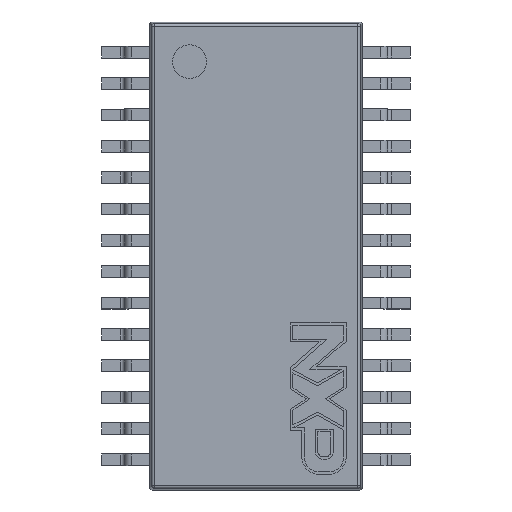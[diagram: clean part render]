
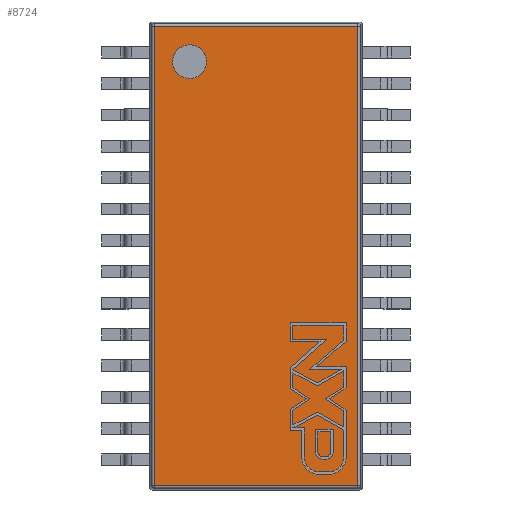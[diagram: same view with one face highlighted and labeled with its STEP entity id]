
A CAD part, top view. The second image highlights one B-rep face of the part: STEP entity #8724.
In plain terms, the highlighted planar face has unit normal (0, 0, 1).
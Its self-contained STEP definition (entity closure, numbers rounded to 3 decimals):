
#91=FACE_BOUND('',#1008,.T.);
#121=PLANE('',#9390);
#504=FACE_OUTER_BOUND('',#1007,.T.);
#1007=EDGE_LOOP('',(#6105,#6106,#6107,#6108));
#1008=EDGE_LOOP('',(#6109,#6110));
#1487=LINE('',#12727,#2509);
#1503=LINE('',#12791,#2525);
#1527=LINE('',#12856,#2549);
#1531=LINE('',#12862,#2553);
#2509=VECTOR('',#10140,10.);
#2525=VECTOR('',#10198,10.);
#2549=VECTOR('',#10270,10.);
#2553=VECTOR('',#10278,10.);
#3529=CIRCLE('',#9321,0.35);
#3530=CIRCLE('',#9322,0.35);
#3797=VERTEX_POINT('',#12701);
#3798=VERTEX_POINT('',#12702);
#3801=VERTEX_POINT('',#12712);
#3804=VERTEX_POINT('',#12719);
#3807=VERTEX_POINT('',#12729);
#3831=VERTEX_POINT('',#12783);
#4655=EDGE_CURVE('',#3797,#3798,#3529,.T.);
#4656=EDGE_CURVE('',#3798,#3797,#3530,.T.);
#4667=EDGE_CURVE('',#3804,#3801,#1487,.T.);
#4697=EDGE_CURVE('',#3831,#3804,#1503,.T.);
#4732=EDGE_CURVE('',#3807,#3831,#1527,.T.);
#4736=EDGE_CURVE('',#3801,#3807,#1531,.T.);
#6105=ORIENTED_EDGE('',*,*,#4667,.F.);
#6106=ORIENTED_EDGE('',*,*,#4697,.F.);
#6107=ORIENTED_EDGE('',*,*,#4732,.F.);
#6108=ORIENTED_EDGE('',*,*,#4736,.F.);
#6109=ORIENTED_EDGE('',*,*,#4655,.T.);
#6110=ORIENTED_EDGE('',*,*,#4656,.T.);
#8724=ADVANCED_FACE('',(#504,#91),#121,.T.);
#9321=AXIS2_PLACEMENT_3D('',#12703,#10110,#10111);
#9322=AXIS2_PLACEMENT_3D('',#12704,#10112,#10113);
#9390=AXIS2_PLACEMENT_3D('',#12891,#10309,#10310);
#10110=DIRECTION('center_axis',(0.,0.,-1.));
#10111=DIRECTION('ref_axis',(1.,0.,0.));
#10112=DIRECTION('center_axis',(0.,0.,-1.));
#10113=DIRECTION('ref_axis',(1.,0.,0.));
#10140=DIRECTION('',(-1.,0.,0.));
#10198=DIRECTION('',(0.,-1.,0.));
#10270=DIRECTION('',(1.,0.,0.));
#10278=DIRECTION('',(0.,1.,0.));
#10309=DIRECTION('center_axis',(0.,0.,1.));
#10310=DIRECTION('ref_axis',(1.,0.,0.));
#12701=CARTESIAN_POINT('',(-1.026,4.026,1.1));
#12702=CARTESIAN_POINT('',(-1.726,4.026,1.1));
#12703=CARTESIAN_POINT('Origin',(-1.376,4.026,1.1));
#12704=CARTESIAN_POINT('Origin',(-1.376,4.026,1.1));
#12712=CARTESIAN_POINT('',(-2.113,-4.763,1.1));
#12719=CARTESIAN_POINT('',(2.113,-4.763,1.1));
#12727=CARTESIAN_POINT('',(-1.65,-4.763,1.1));
#12729=CARTESIAN_POINT('',(-2.113,4.763,1.1));
#12783=CARTESIAN_POINT('',(2.113,4.763,1.1));
#12791=CARTESIAN_POINT('',(2.113,0.,1.1));
#12856=CARTESIAN_POINT('',(-1.65,4.763,1.1));
#12862=CARTESIAN_POINT('',(-2.113,0.,1.1));
#12891=CARTESIAN_POINT('Origin',(-2.2,0.,1.1));
